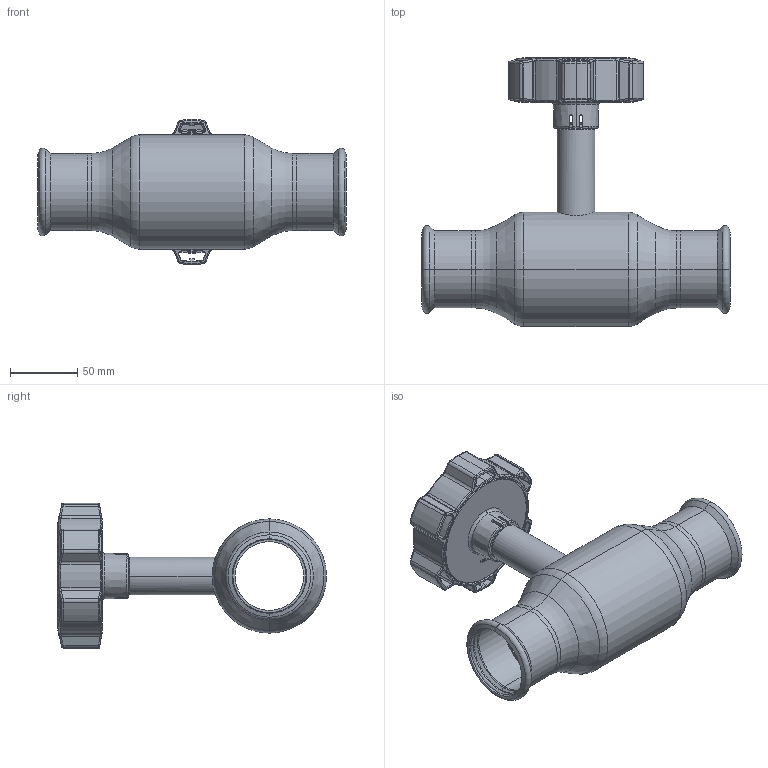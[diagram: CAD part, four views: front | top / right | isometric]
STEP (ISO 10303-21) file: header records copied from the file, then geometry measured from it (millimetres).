
FILE_DESCRIPTION (( 'STEP AP214' ), '1' );
FILE_NAME ('1050000101-1200.step', '2023-12-08T10:17:38', ( '' ), ( '' ), 'SwSTEP 2.0', 'SolidWorks 2021', '' );
FILE_SCHEMA (( 'AUTOMOTIVE_DESIGN' ));
Length unit declared in the file: millimetre
Products named in the file (1): 1050000101-1200
Bounding box: 229.6 x 200.15 x 107.98 mm (x, y, z)
Surface area: 121385 mm2 (no closed solid volume)
Topology: 0 solids, 11 shells, 514 faces, 1591 edges, 1051 vertices
Faces by surface type: bspline 162, cylinder 115, plane 99, torus 75, cone 57, sphere 6
Entity records: 32062 total; most frequent: CARTESIAN_POINT 13921, ORIENTED_EDGE 2727, DIRECTION 2195, EDGE_CURVE 1591, VERTEX_POINT 1051, AXIS2_PLACEMENT_3D 873, B_SPLINE_CURVE_WITH_KNOTS 599, EDGE_LOOP 542
